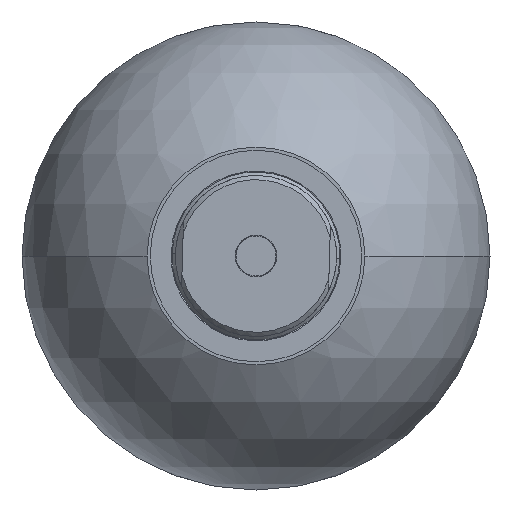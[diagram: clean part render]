
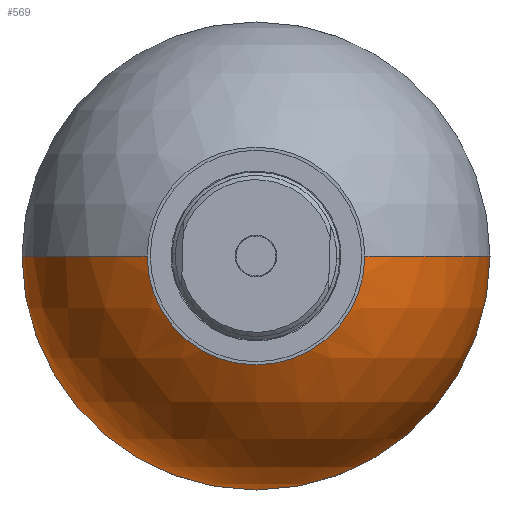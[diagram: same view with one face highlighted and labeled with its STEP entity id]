
A CAD part, front view. The second image highlights one B-rep face of the part: STEP entity #569.
In plain terms, the highlighted spherical face has radius 110.645 mm.
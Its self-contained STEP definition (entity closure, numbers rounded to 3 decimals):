
#200 = EDGE_CURVE ( 'NONE', #2018, #995, #1902, .T. ) ;
#206 = EDGE_LOOP ( 'NONE', ( #1764, #1475, #2135, #443, #693 ) ) ;
#350 = CIRCLE ( 'NONE', #1919, 110.645 ) ;
#396 = AXIS2_PLACEMENT_3D ( 'NONE', #1260, #401, #1945 ) ;
#401 = DIRECTION ( 'NONE',  ( 0., -1., 0. ) ) ;
#443 = ORIENTED_EDGE ( 'NONE', *, *, #1918, .F. ) ;
#473 = DIRECTION ( 'NONE',  ( 1., 0., 0. ) ) ;
#478 = CARTESIAN_POINT ( 'NONE',  ( 51.5, -489.755, 0. ) ) ;
#521 = CIRCLE ( 'NONE', #1793, 110.645 ) ;
#551 = CIRCLE ( 'NONE', #396, 51.5 ) ;
#569 = ADVANCED_FACE ( 'NONE', ( #1628 ), #2000, .T. ) ;
#635 = DIRECTION ( 'NONE',  ( 0., -1., 0. ) ) ;
#650 = CARTESIAN_POINT ( 'NONE',  ( 0., -391.827, 0. ) ) ;
#693 = ORIENTED_EDGE ( 'NONE', *, *, #946, .T. ) ;
#780 = EDGE_CURVE ( 'NONE', #2111, #995, #551, .T. ) ;
#782 = CARTESIAN_POINT ( 'NONE',  ( 0., -391.827, 0. ) ) ;
#946 = EDGE_CURVE ( 'NONE', #1272, #1588, #521, .T. ) ;
#995 = VERTEX_POINT ( 'NONE', #478 ) ;
#1010 = CARTESIAN_POINT ( 'NONE',  ( 110.645, -391.827, 0. ) ) ;
#1018 = CARTESIAN_POINT ( 'NONE',  ( 0., -391.827, -110.645 ) ) ;
#1020 = EDGE_CURVE ( 'NONE', #1588, #2018, #350, .T. ) ;
#1134 = DIRECTION ( 'NONE',  ( 0., 0., 1. ) ) ;
#1260 = CARTESIAN_POINT ( 'NONE',  ( 0., -489.755, 0. ) ) ;
#1272 = VERTEX_POINT ( 'NONE', #1914 ) ;
#1320 = DIRECTION ( 'NONE',  ( 0., -1., 0. ) ) ;
#1475 = ORIENTED_EDGE ( 'NONE', *, *, #200, .T. ) ;
#1502 = CARTESIAN_POINT ( 'NONE',  ( 0., -391.827, 0. ) ) ;
#1588 = VERTEX_POINT ( 'NONE', #1018 ) ;
#1628 = FACE_OUTER_BOUND ( 'NONE', #206, .T. ) ;
#1764 = ORIENTED_EDGE ( 'NONE', *, *, #1020, .T. ) ;
#1793 = AXIS2_PLACEMENT_3D ( 'NONE', #782, #1320, #1848 ) ;
#1828 = DIRECTION ( 'NONE',  ( 0., 0., -1. ) ) ;
#1831 = CARTESIAN_POINT ( 'NONE',  ( 0., -391.827, 0. ) ) ;
#1848 = DIRECTION ( 'NONE',  ( 0., 0., -1. ) ) ;
#1876 = DIRECTION ( 'NONE',  ( 0., 0., -1. ) ) ;
#1889 = DIRECTION ( 'NONE',  ( -1., 0., 0. ) ) ;
#1902 = CIRCLE ( 'NONE', #1946, 110.645 ) ;
#1914 = CARTESIAN_POINT ( 'NONE',  ( -110.645, -391.827, 0. ) ) ;
#1918 = EDGE_CURVE ( 'NONE', #1272, #2111, #2231, .T. ) ;
#1919 = AXIS2_PLACEMENT_3D ( 'NONE', #650, #635, #1828 ) ;
#1942 = CARTESIAN_POINT ( 'NONE',  ( -51.5, -489.755, 0. ) ) ;
#1945 = DIRECTION ( 'NONE',  ( 0., 0., -1. ) ) ;
#1946 = AXIS2_PLACEMENT_3D ( 'NONE', #2074, #2103, #1889 ) ;
#1974 = AXIS2_PLACEMENT_3D ( 'NONE', #1831, #1876, #2221 ) ;
#2000 = SPHERICAL_SURFACE ( 'NONE', #1974, 110.645 ) ;
#2018 = VERTEX_POINT ( 'NONE', #1010 ) ;
#2052 = AXIS2_PLACEMENT_3D ( 'NONE', #1502, #1134, #473 ) ;
#2074 = CARTESIAN_POINT ( 'NONE',  ( 0., -391.827, 0. ) ) ;
#2103 = DIRECTION ( 'NONE',  ( 0., 0., -1. ) ) ;
#2111 = VERTEX_POINT ( 'NONE', #1942 ) ;
#2135 = ORIENTED_EDGE ( 'NONE', *, *, #780, .F. ) ;
#2221 = DIRECTION ( 'NONE',  ( -1., 0., 0. ) ) ;
#2231 = CIRCLE ( 'NONE', #2052, 110.645 ) ;
